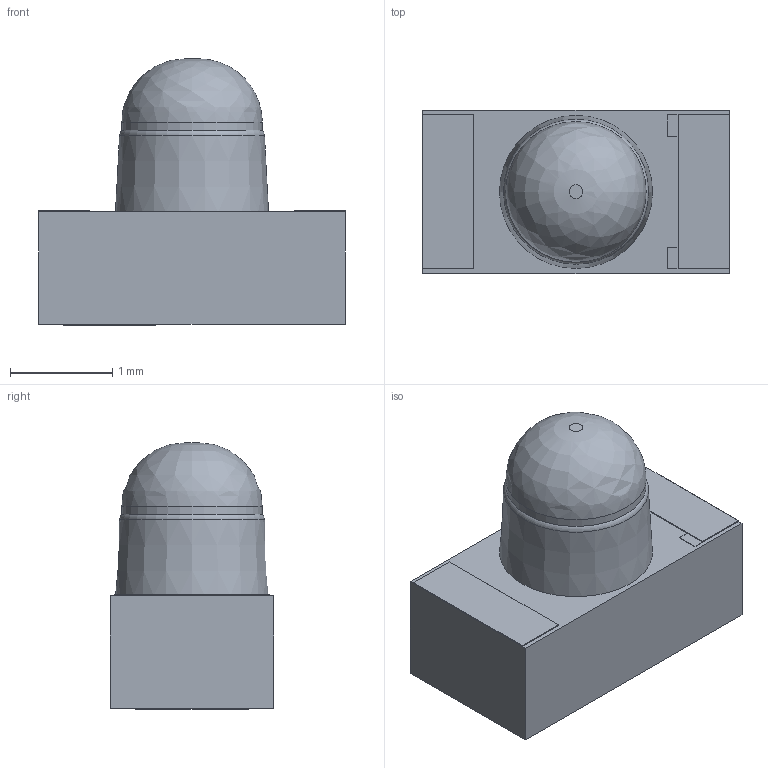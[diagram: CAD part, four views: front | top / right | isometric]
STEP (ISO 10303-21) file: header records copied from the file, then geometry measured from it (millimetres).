
FILE_DESCRIPTION( ( '' ), ' ' );
FILE_NAME( '59a342832ee6430f2085b263.step', '2017-08-27T22:07:00', ( '' ), ( '' ), ' ', ' ', ' ' );
FILE_SCHEMA( ( 'AUTOMOTIVE_DESIGN { 1 0 10303 214 1 1 1 1 }' ) );
Length unit declared in the file: metre
Products named in the file (7): Part 7; Part 5; Part 6; Part 4; Part 3; Part 2; Part 1
Bounding box: 3 x 1.6 x 2.61 mm (x, y, z)
Volume: 7.4 mm3; surface area: 33.6 mm2
Topology: 7 solids, 7 shells, 42 faces, 81 edges, 53 vertices
Faces by surface type: plane 38, torus 1, bspline 1, cone 1, cylinder 1
Full cylindrical faces by diameter (mm): 1.375 x1
Entity records: 1461 total; most frequent: CARTESIAN_POINT 206, DIRECTION 178, ORIENTED_EDGE 154, EDGE_CURVE 77, LINE 72, VECTOR 72, AXIS2_PLACEMENT_3D 53, VERTEX_POINT 53
